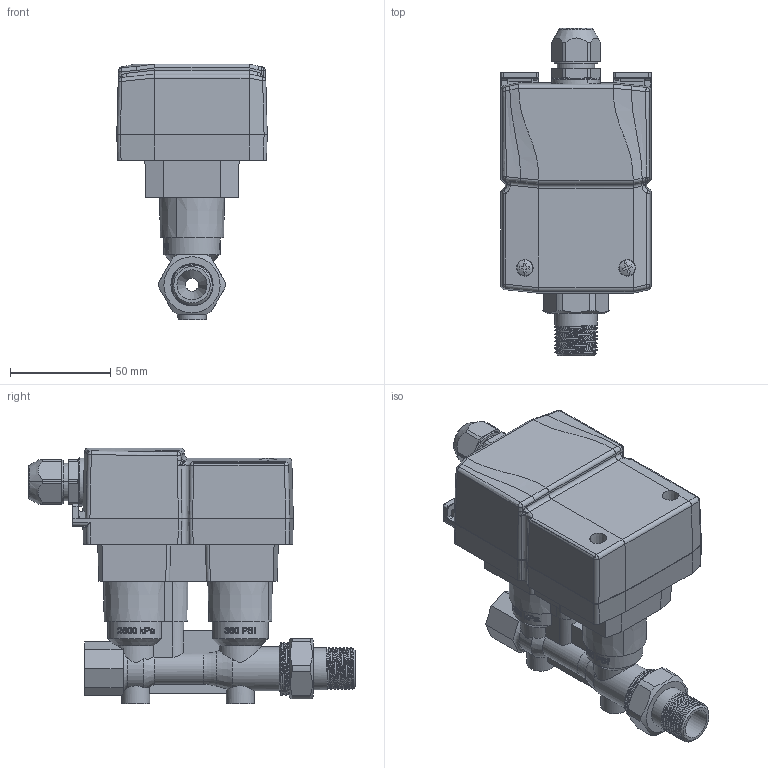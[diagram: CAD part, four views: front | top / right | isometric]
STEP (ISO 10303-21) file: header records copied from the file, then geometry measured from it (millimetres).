
FILE_DESCRIPTION(/* description */ (''),/* implementation_level */ '2;1');
FILE_NAME(/* name */ '6105664nxm000_01.stp',/* time_stamp */ '2019-05-21T18:00:23+02:00',/* author */ (''),/* organization */ ('BELIMO Automation AG'),/* preprocessor_version */ 'ST-DEVELOPER v16',/* originating_system */ 'SIEMENS PLM Software NX 11.0',/* authorisation */ '');
FILE_SCHEMA (('AUTOMOTIVE_DESIGN { 1 0 10303 214 3 1 1 1 }'));
Length unit declared in the file: millimetre
Products named in the file (1): senn1A6438F9uhgo
Bounding box: 75 x 163.03 x 127.55 mm (x, y, z)
Volume: 514694.1 mm3; surface area: 65309.2 mm2
Topology: 1 solids, 4 shells, 799 faces, 2223 edges, 1457 vertices
Faces by surface type: plane 321, cylinder 256, bspline 79, extrusion 74, cone 49, torus 12, sphere 8
Full cylindrical faces by diameter (mm): 6.454 x1, 14 x2, 15 x1, 17 x1, 19.79 x8, 20.96 x8, 22 x1, 28 x1
Entity records: 40818 total; most frequent: CARTESIAN_POINT 21207, ORIENTED_EDGE 4264, DIRECTION 3072, EDGE_CURVE 2132, VERTEX_POINT 1414, AXIS2_PLACEMENT_3D 1074, VECTOR 924, B_SPLINE_CURVE_WITH_KNOTS 895
